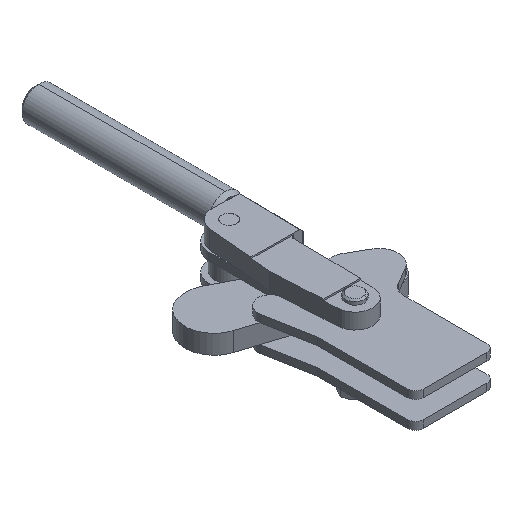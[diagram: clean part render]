
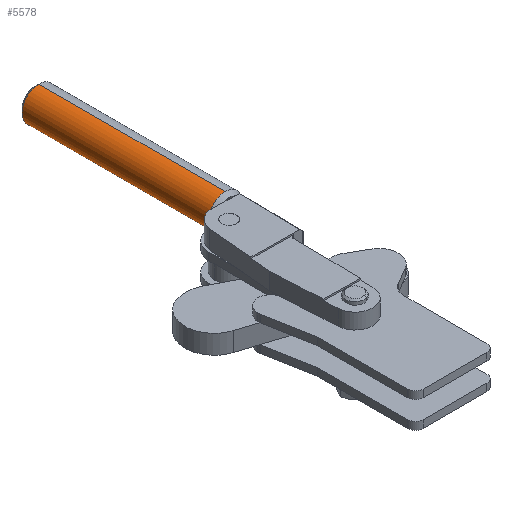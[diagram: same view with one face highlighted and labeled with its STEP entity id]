
A CAD part, isometric view. The second image highlights one B-rep face of the part: STEP entity #5578.
In plain terms, the highlighted cylindrical face has radius 10.85 mm (diameter 21.7 mm), a partial arc.
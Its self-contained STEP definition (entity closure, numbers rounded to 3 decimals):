
#81 = EDGE_CURVE ( 'NONE', #3927, #4211, #785, .T. ) ;
#169 = CARTESIAN_POINT ( 'NONE',  ( 27.669, 111.549, 10.85 ) ) ;
#245 = VERTEX_POINT ( 'NONE', #5015 ) ;
#297 = AXIS2_PLACEMENT_3D ( 'NONE', #4423, #1712, #4868 ) ;
#344 = DIRECTION ( 'NONE',  ( 1., 0., 0. ) ) ;
#365 = VERTEX_POINT ( 'NONE', #169 ) ;
#487 = VECTOR ( 'NONE', #4728, 1000. ) ;
#553 = CARTESIAN_POINT ( 'NONE',  ( 27.669, 111.549, 0. ) ) ;
#613 = EDGE_CURVE ( 'NONE', #245, #365, #4114, .T. ) ;
#700 = VECTOR ( 'NONE', #2152, 1000. ) ;
#714 = FACE_OUTER_BOUND ( 'NONE', #2848, .T. ) ;
#741 = ORIENTED_EDGE ( 'NONE', *, *, #4695, .F. ) ;
#785 = CIRCLE ( 'NONE', #1014, 10.85 ) ;
#806 = DIRECTION ( 'NONE',  ( 0., 1., 0. ) ) ;
#1009 = DIRECTION ( 'NONE',  ( -1., 0., 0. ) ) ;
#1014 = AXIS2_PLACEMENT_3D ( 'NONE', #3962, #806, #344 ) ;
#1278 = CARTESIAN_POINT ( 'NONE',  ( 27.669, 111.549, -10.85 ) ) ;
#1503 = CARTESIAN_POINT ( 'NONE',  ( 27.669, 234.299, 10.85 ) ) ;
#1603 = CIRCLE ( 'NONE', #2138, 10.85 ) ;
#1709 = ORIENTED_EDGE ( 'NONE', *, *, #81, .F. ) ;
#1712 = DIRECTION ( 'NONE',  ( 0., -1., 0. ) ) ;
#1746 = DIRECTION ( 'NONE',  ( 0., 0., -1. ) ) ;
#1761 = CYLINDRICAL_SURFACE ( 'NONE', #2403, 10.85 ) ;
#1887 = LINE ( 'NONE', #3995, #700 ) ;
#2138 = AXIS2_PLACEMENT_3D ( 'NONE', #553, #3734, #1009 ) ;
#2152 = DIRECTION ( 'NONE',  ( 0., -1., 0. ) ) ;
#2159 = CARTESIAN_POINT ( 'NONE',  ( 27.669, 234.299, 0. ) ) ;
#2187 = CARTESIAN_POINT ( 'NONE',  ( 27.669, 232.049, -10.85 ) ) ;
#2258 = CARTESIAN_POINT ( 'NONE',  ( 27.669, 232.049, 0. ) ) ;
#2320 = VERTEX_POINT ( 'NONE', #3165 ) ;
#2403 = AXIS2_PLACEMENT_3D ( 'NONE', #2159, #3082, #1746 ) ;
#2728 = DIRECTION ( 'NONE',  ( 1., 0., 0. ) ) ;
#2848 = EDGE_LOOP ( 'NONE', ( #4071, #5325, #1709, #4106, #5383, #741 ) ) ;
#2963 = CIRCLE ( 'NONE', #4261, 10.85 ) ;
#3082 = DIRECTION ( 'NONE',  ( 0., -1., 0. ) ) ;
#3165 = CARTESIAN_POINT ( 'NONE',  ( 16.819, 111.549, 0. ) ) ;
#3410 = CIRCLE ( 'NONE', #297, 10.85 ) ;
#3734 = DIRECTION ( 'NONE',  ( 0., -1., 0. ) ) ;
#3882 = EDGE_CURVE ( 'NONE', #3927, #5543, #1887, .T. ) ;
#3927 = VERTEX_POINT ( 'NONE', #2187 ) ;
#3962 = CARTESIAN_POINT ( 'NONE',  ( 27.669, 232.049, 0. ) ) ;
#3995 = CARTESIAN_POINT ( 'NONE',  ( 27.669, 234.299, -10.85 ) ) ;
#4071 = ORIENTED_EDGE ( 'NONE', *, *, #613, .F. ) ;
#4106 = ORIENTED_EDGE ( 'NONE', *, *, #3882, .T. ) ;
#4114 = LINE ( 'NONE', #1503, #487 ) ;
#4211 = VERTEX_POINT ( 'NONE', #5540 ) ;
#4261 = AXIS2_PLACEMENT_3D ( 'NONE', #2258, #5430, #2728 ) ;
#4423 = CARTESIAN_POINT ( 'NONE',  ( 27.669, 111.549, 0. ) ) ;
#4695 = EDGE_CURVE ( 'NONE', #365, #2320, #1603, .T. ) ;
#4728 = DIRECTION ( 'NONE',  ( 0., -1., 0. ) ) ;
#4868 = DIRECTION ( 'NONE',  ( -1., 0., 0. ) ) ;
#5015 = CARTESIAN_POINT ( 'NONE',  ( 27.669, 232.049, 10.85 ) ) ;
#5325 = ORIENTED_EDGE ( 'NONE', *, *, #5659, .F. ) ;
#5383 = ORIENTED_EDGE ( 'NONE', *, *, #5501, .F. ) ;
#5430 = DIRECTION ( 'NONE',  ( 0., 1., 0. ) ) ;
#5501 = EDGE_CURVE ( 'NONE', #2320, #5543, #3410, .T. ) ;
#5540 = CARTESIAN_POINT ( 'NONE',  ( 16.819, 232.049, 0. ) ) ;
#5543 = VERTEX_POINT ( 'NONE', #1278 ) ;
#5578 = ADVANCED_FACE ( 'NONE', ( #714 ), #1761, .T. ) ;
#5659 = EDGE_CURVE ( 'NONE', #4211, #245, #2963, .T. ) ;
